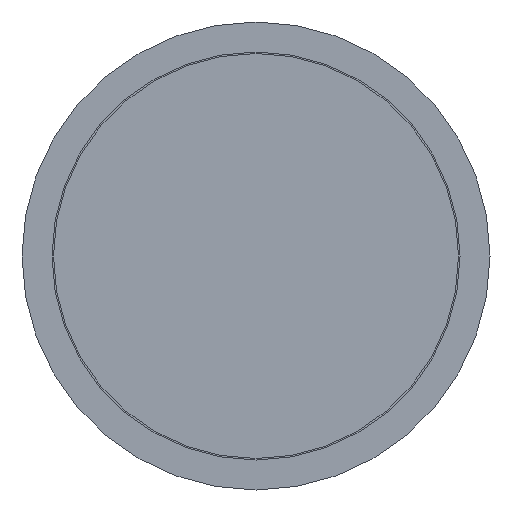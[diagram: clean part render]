
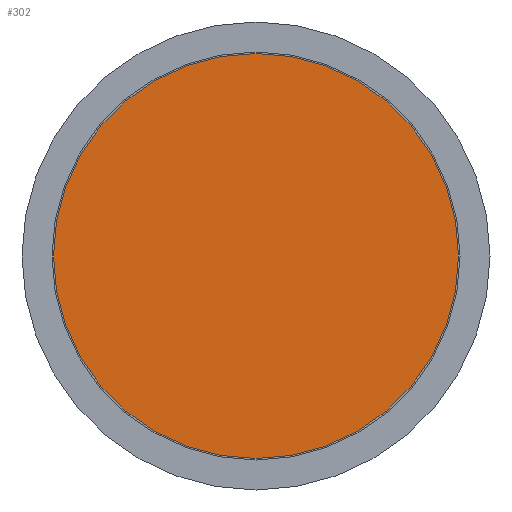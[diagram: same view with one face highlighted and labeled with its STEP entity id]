
A CAD part, front view. The second image highlights one B-rep face of the part: STEP entity #302.
In plain terms, the highlighted planar face has unit normal (0, -1, 0).
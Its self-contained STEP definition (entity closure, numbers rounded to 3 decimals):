
#29 = CARTESIAN_POINT ( 'NONE',  ( -33.75, 0., 0. ) ) ;
#44 = CIRCLE ( 'NONE', #304, 33.75 ) ;
#113 = DIRECTION ( 'NONE',  ( 0., 0., 1. ) ) ;
#166 = VERTEX_POINT ( 'NONE', #393 ) ;
#205 = AXIS2_PLACEMENT_3D ( 'NONE', #29, #639, #113 ) ;
#243 = FACE_OUTER_BOUND ( 'NONE', #784, .T. ) ;
#246 = PLANE ( 'NONE',  #205 ) ;
#302 = ADVANCED_FACE ( 'NONE', ( #243 ), #246, .F. ) ;
#304 = AXIS2_PLACEMENT_3D ( 'NONE', #360, #451, #764 ) ;
#360 = CARTESIAN_POINT ( 'NONE',  ( 0., 0., 0. ) ) ;
#393 = CARTESIAN_POINT ( 'NONE',  ( 0., 0., -33.75 ) ) ;
#451 = DIRECTION ( 'NONE',  ( 0., -1., 0. ) ) ;
#568 = EDGE_CURVE ( 'NONE', #166, #166, #44, .T. ) ;
#639 = DIRECTION ( 'NONE',  ( 0., 1., 0. ) ) ;
#764 = DIRECTION ( 'NONE',  ( 0., 0., -1. ) ) ;
#773 = ORIENTED_EDGE ( 'NONE', *, *, #568, .T. ) ;
#784 = EDGE_LOOP ( 'NONE', ( #773 ) ) ;
